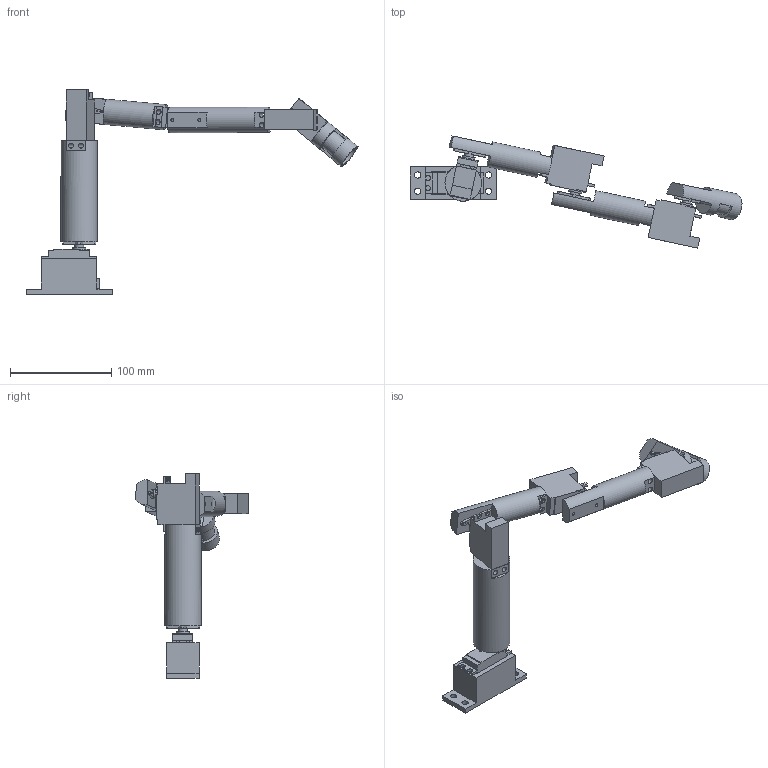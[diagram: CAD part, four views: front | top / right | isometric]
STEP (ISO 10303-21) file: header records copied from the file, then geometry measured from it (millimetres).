
FILE_DESCRIPTION(/* description */ (''),/* implementation_level */ '2;1');
FILE_NAME(/* name */ 'RobotV3.stp',/* time_stamp */ '2022-03-11T13:54:56+00:00',/* author */ ('piers'),/* organization */ (''),/* preprocessor_version */ 'ST-DEVELOPER v18.1',/* originating_system */ 'Autodesk Inventor 2022',/* authorisation */ '');
FILE_SCHEMA (('AUTOMOTIVE_DESIGN { 1 0 10303 214 3 1 1 }'));
Length unit declared in the file: millimetre
Products named in the file (10): RobotV3; magnet assembly; Tapered guide; Magnet; 180Horn; 90Horn; base; link1; link2; Motorv2
Assembly tree (15 placements, depth 3):
  RobotV3
    magnet assembly
      Tapered guide
      Magnet
    Motorv2  x4
    180Horn  x3
    90Horn
    base
    link1
    link2  x2
Bounding box: 327.42 x 110.76 x 201.5 mm (x, y, z)
Volume: 376559.8 mm3; surface area: 91763.4 mm2
Topology: 14 solids, 14 shells, 315 faces, 818 edges, 542 vertices
Faces by surface type: plane 202, cylinder 112, cone 1
Full cylindrical faces by diameter (mm): 1 x40, 3 x10, 5 x14, 6.2 x4, 9 x4, 13 x4, 20 x1, 25 x2, 26 x1, 36 x1
Entity records: 5487 total; most frequent: DIRECTION 936, CARTESIAN_POINT 868, ORIENTED_EDGE 820, EDGE_CURVE 410, AXIS2_PLACEMENT_3D 340, VERTEX_POINT 272, LINE 256, VECTOR 256
